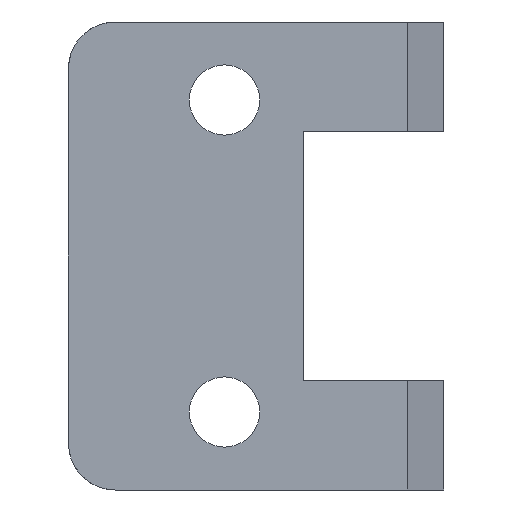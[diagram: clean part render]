
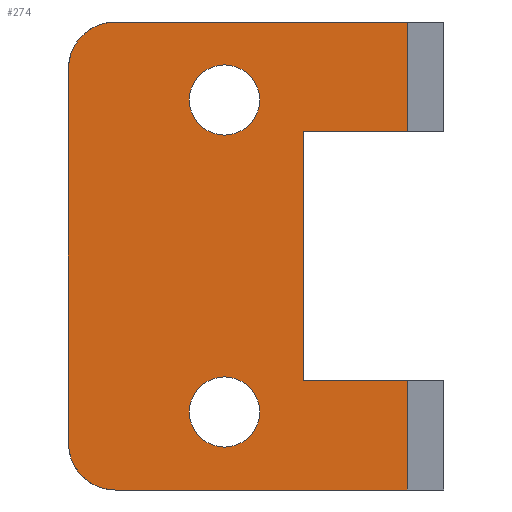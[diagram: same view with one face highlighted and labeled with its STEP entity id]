
A CAD part, front view. The second image highlights one B-rep face of the part: STEP entity #274.
In plain terms, the highlighted planar face has unit normal (0, -1, 0).
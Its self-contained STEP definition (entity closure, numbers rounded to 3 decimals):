
#9 = ORIENTED_EDGE ( 'NONE', *, *, #447, .T. ) ;
#13 = DIRECTION ( 'NONE',  ( 0., 0., 1. ) ) ;
#16 = AXIS2_PLACEMENT_3D ( 'NONE', #916, #136, #473 ) ;
#17 = DIRECTION ( 'NONE',  ( 0., 0., 1. ) ) ;
#39 = VERTEX_POINT ( 'NONE', #157 ) ;
#44 = VECTOR ( 'NONE', #400, 1000. ) ;
#46 = DIRECTION ( 'NONE',  ( 0., 0., -1. ) ) ;
#48 = EDGE_CURVE ( 'NONE', #1040, #373, #243, .T. ) ;
#51 = CARTESIAN_POINT ( 'NONE',  ( 10., 0., 7.75 ) ) ;
#54 = AXIS2_PLACEMENT_3D ( 'NONE', #593, #852, #754 ) ;
#58 = EDGE_CURVE ( 'NONE', #112, #567, #991, .T. ) ;
#62 = CARTESIAN_POINT ( 'NONE',  ( 21.732, 0., 15. ) ) ;
#70 = VERTEX_POINT ( 'NONE', #441 ) ;
#72 = EDGE_LOOP ( 'NONE', ( #172, #80 ) ) ;
#75 = VERTEX_POINT ( 'NONE', #329 ) ;
#80 = ORIENTED_EDGE ( 'NONE', *, *, #530, .T. ) ;
#97 = CARTESIAN_POINT ( 'NONE',  ( 21.732, 0., 15. ) ) ;
#99 = PLANE ( 'NONE',  #1107 ) ;
#112 = VERTEX_POINT ( 'NONE', #186 ) ;
#114 = VERTEX_POINT ( 'NONE', #97 ) ;
#136 = DIRECTION ( 'NONE',  ( 0., -1., 0. ) ) ;
#157 = CARTESIAN_POINT ( 'NONE',  ( 21.732, 0., -8. ) ) ;
#166 = EDGE_LOOP ( 'NONE', ( #256, #685, #688, #914, #627, #234, #1000, #705, #455, #833 ) ) ;
#172 = ORIENTED_EDGE ( 'NONE', *, *, #759, .T. ) ;
#182 = DIRECTION ( 'NONE',  ( 0., 1., 0. ) ) ;
#183 = DIRECTION ( 'NONE',  ( 0., 1., 0. ) ) ;
#186 = CARTESIAN_POINT ( 'NONE',  ( 3., 0., -15. ) ) ;
#187 = LINE ( 'NONE', #557, #200 ) ;
#200 = VECTOR ( 'NONE', #818, 1000. ) ;
#204 = LINE ( 'NONE', #273, #690 ) ;
#215 = CARTESIAN_POINT ( 'NONE',  ( 3., 0., -12. ) ) ;
#234 = ORIENTED_EDGE ( 'NONE', *, *, #1078, .F. ) ;
#243 = CIRCLE ( 'NONE', #1006, 2.25 ) ;
#256 = ORIENTED_EDGE ( 'NONE', *, *, #974, .F. ) ;
#262 = EDGE_LOOP ( 'NONE', ( #9, #333 ) ) ;
#273 = CARTESIAN_POINT ( 'NONE',  ( 15.041, 0., 8. ) ) ;
#274 = ADVANCED_FACE ( 'NONE', ( #1064, #465, #382 ), #99, .F. ) ;
#288 = VERTEX_POINT ( 'NONE', #815 ) ;
#289 = CARTESIAN_POINT ( 'NONE',  ( 0., 0., 15. ) ) ;
#290 = EDGE_CURVE ( 'NONE', #877, #75, #204, .T. ) ;
#301 = VECTOR ( 'NONE', #1095, 1000. ) ;
#307 = LINE ( 'NONE', #62, #774 ) ;
#321 = CARTESIAN_POINT ( 'NONE',  ( 10., 0., -10. ) ) ;
#329 = CARTESIAN_POINT ( 'NONE',  ( 15.041, 0., 8. ) ) ;
#333 = ORIENTED_EDGE ( 'NONE', *, *, #48, .T. ) ;
#335 = VERTEX_POINT ( 'NONE', #824 ) ;
#344 = CARTESIAN_POINT ( 'NONE',  ( 0., 0., -15. ) ) ;
#373 = VERTEX_POINT ( 'NONE', #903 ) ;
#382 = FACE_OUTER_BOUND ( 'NONE', #166, .T. ) ;
#393 = CARTESIAN_POINT ( 'NONE',  ( 0., 0., 15. ) ) ;
#400 = DIRECTION ( 'NONE',  ( -1., 0., 0. ) ) ;
#404 = DIRECTION ( 'NONE',  ( 0., 0., 1. ) ) ;
#410 = EDGE_CURVE ( 'NONE', #335, #654, #1089, .T. ) ;
#436 = CARTESIAN_POINT ( 'NONE',  ( 0., 0., -12. ) ) ;
#437 = DIRECTION ( 'NONE',  ( 1., 0., 0. ) ) ;
#439 = CARTESIAN_POINT ( 'NONE',  ( 15.041, 0., -8. ) ) ;
#441 = CARTESIAN_POINT ( 'NONE',  ( 10., 0., -12.25 ) ) ;
#447 = EDGE_CURVE ( 'NONE', #373, #1040, #832, .T. ) ;
#454 = DIRECTION ( 'NONE',  ( 0., 0., 1. ) ) ;
#455 = ORIENTED_EDGE ( 'NONE', *, *, #1098, .T. ) ;
#461 = DIRECTION ( 'NONE',  ( 0., 0., 1. ) ) ;
#465 = FACE_BOUND ( 'NONE', #262, .T. ) ;
#472 = AXIS2_PLACEMENT_3D ( 'NONE', #215, #1086, #404 ) ;
#473 = DIRECTION ( 'NONE',  ( 0., 0., 1. ) ) ;
#474 = CARTESIAN_POINT ( 'NONE',  ( 15.041, 0., 8. ) ) ;
#476 = EDGE_CURVE ( 'NONE', #114, #740, #307, .T. ) ;
#494 = EDGE_CURVE ( 'NONE', #39, #877, #504, .T. ) ;
#504 = LINE ( 'NONE', #670, #44 ) ;
#506 = DIRECTION ( 'NONE',  ( 0., 0., 1. ) ) ;
#530 = EDGE_CURVE ( 'NONE', #70, #288, #975, .T. ) ;
#557 = CARTESIAN_POINT ( 'NONE',  ( 0., 0., 15. ) ) ;
#567 = VERTEX_POINT ( 'NONE', #675 ) ;
#593 = CARTESIAN_POINT ( 'NONE',  ( 10., 0., 10. ) ) ;
#627 = ORIENTED_EDGE ( 'NONE', *, *, #58, .T. ) ;
#654 = VERTEX_POINT ( 'NONE', #869 ) ;
#662 = DIRECTION ( 'NONE',  ( 1., 0., 0. ) ) ;
#663 = DIRECTION ( 'NONE',  ( 0., 0., -1. ) ) ;
#670 = CARTESIAN_POINT ( 'NONE',  ( 15.041, 0., -8. ) ) ;
#675 = CARTESIAN_POINT ( 'NONE',  ( 21.732, 0., -15. ) ) ;
#685 = ORIENTED_EDGE ( 'NONE', *, *, #410, .T. ) ;
#688 = ORIENTED_EDGE ( 'NONE', *, *, #1073, .T. ) ;
#690 = VECTOR ( 'NONE', #454, 1000. ) ;
#705 = ORIENTED_EDGE ( 'NONE', *, *, #290, .T. ) ;
#710 = DIRECTION ( 'NONE',  ( 0., 1., 0. ) ) ;
#724 = VERTEX_POINT ( 'NONE', #436 ) ;
#740 = VERTEX_POINT ( 'NONE', #882 ) ;
#754 = DIRECTION ( 'NONE',  ( 0., 0., 1. ) ) ;
#759 = EDGE_CURVE ( 'NONE', #288, #70, #814, .T. ) ;
#764 = DIRECTION ( 'NONE',  ( 0., 1., 0. ) ) ;
#774 = VECTOR ( 'NONE', #663, 1000. ) ;
#784 = CARTESIAN_POINT ( 'NONE',  ( 10., 0., -10. ) ) ;
#812 = AXIS2_PLACEMENT_3D ( 'NONE', #784, #183, #13 ) ;
#814 = CIRCLE ( 'NONE', #812, 2.25 ) ;
#815 = CARTESIAN_POINT ( 'NONE',  ( 10., 0., -7.75 ) ) ;
#818 = DIRECTION ( 'NONE',  ( 1., 0., 0. ) ) ;
#824 = CARTESIAN_POINT ( 'NONE',  ( 3., 0., 15. ) ) ;
#827 = LINE ( 'NONE', #474, #1082 ) ;
#832 = CIRCLE ( 'NONE', #54, 2.25 ) ;
#833 = ORIENTED_EDGE ( 'NONE', *, *, #476, .F. ) ;
#852 = DIRECTION ( 'NONE',  ( 0., 1., 0. ) ) ;
#853 = VECTOR ( 'NONE', #46, 1000. ) ;
#869 = CARTESIAN_POINT ( 'NONE',  ( 0., 0., 12. ) ) ;
#877 = VERTEX_POINT ( 'NONE', #439 ) ;
#882 = CARTESIAN_POINT ( 'NONE',  ( 21.732, 0., 8. ) ) ;
#884 = CARTESIAN_POINT ( 'NONE',  ( 10., 0., 10. ) ) ;
#903 = CARTESIAN_POINT ( 'NONE',  ( 10., 0., 12.25 ) ) ;
#904 = AXIS2_PLACEMENT_3D ( 'NONE', #321, #764, #506 ) ;
#914 = ORIENTED_EDGE ( 'NONE', *, *, #1054, .T. ) ;
#916 = CARTESIAN_POINT ( 'NONE',  ( 3., 0., 12. ) ) ;
#920 = LINE ( 'NONE', #393, #301 ) ;
#922 = CARTESIAN_POINT ( 'NONE',  ( 21.732, 0., 15. ) ) ;
#955 = LINE ( 'NONE', #922, #853 ) ;
#974 = EDGE_CURVE ( 'NONE', #335, #114, #187, .T. ) ;
#975 = CIRCLE ( 'NONE', #904, 2.25 ) ;
#991 = LINE ( 'NONE', #344, #1091 ) ;
#1000 = ORIENTED_EDGE ( 'NONE', *, *, #494, .T. ) ;
#1006 = AXIS2_PLACEMENT_3D ( 'NONE', #884, #182, #17 ) ;
#1040 = VERTEX_POINT ( 'NONE', #51 ) ;
#1054 = EDGE_CURVE ( 'NONE', #724, #112, #1059, .T. ) ;
#1059 = CIRCLE ( 'NONE', #472, 3. ) ;
#1064 = FACE_BOUND ( 'NONE', #72, .T. ) ;
#1073 = EDGE_CURVE ( 'NONE', #654, #724, #920, .T. ) ;
#1078 = EDGE_CURVE ( 'NONE', #39, #567, #955, .T. ) ;
#1082 = VECTOR ( 'NONE', #662, 1000. ) ;
#1086 = DIRECTION ( 'NONE',  ( 0., -1., 0. ) ) ;
#1089 = CIRCLE ( 'NONE', #16, 3. ) ;
#1091 = VECTOR ( 'NONE', #437, 1000. ) ;
#1095 = DIRECTION ( 'NONE',  ( 0., 0., -1. ) ) ;
#1098 = EDGE_CURVE ( 'NONE', #75, #740, #827, .T. ) ;
#1107 = AXIS2_PLACEMENT_3D ( 'NONE', #289, #710, #461 ) ;
